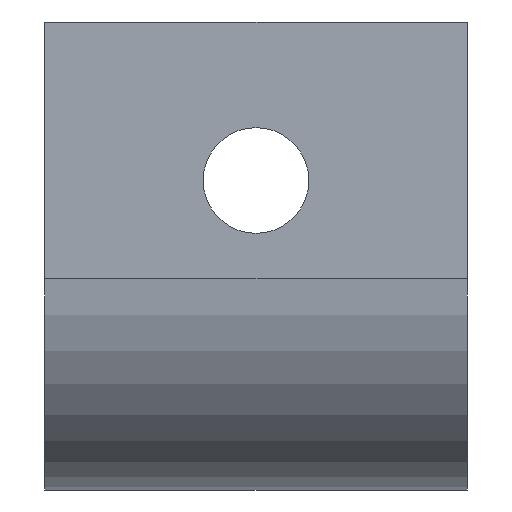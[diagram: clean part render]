
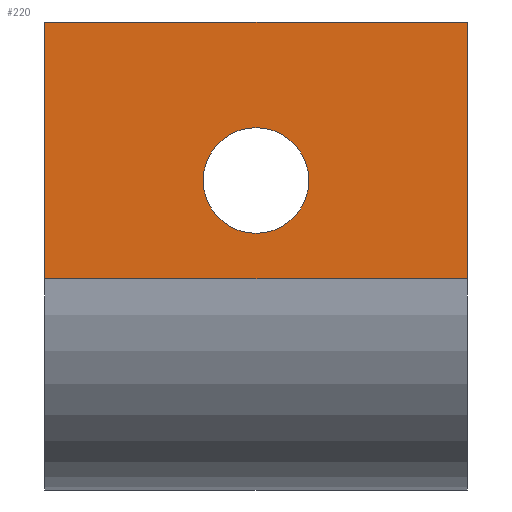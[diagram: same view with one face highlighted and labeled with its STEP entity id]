
A CAD part, left-side view. The second image highlights one B-rep face of the part: STEP entity #220.
In plain terms, the highlighted planar face has unit normal (-1, 0, 0).
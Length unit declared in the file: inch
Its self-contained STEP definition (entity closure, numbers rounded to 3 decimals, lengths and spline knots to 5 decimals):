
#17=LINE('',#347,#37);
#21=LINE('',#359,#41);
#26=LINE('',#371,#46);
#27=LINE('',#372,#47);
#37=VECTOR('',#285,0.3937);
#41=VECTOR('',#295,0.3937);
#46=VECTOR('',#306,0.3937);
#47=VECTOR('',#307,0.3937);
#57=PLANE('',#259);
#66=FACE_BOUND('',#90,.T.);
#74=FACE_OUTER_BOUND('',#89,.T.);
#89=EDGE_LOOP('',(#176,#177,#178,#179));
#90=EDGE_LOOP('',(#180));
#101=CIRCLE('',#251,0.125);
#109=VERTEX_POINT('',#336);
#113=VERTEX_POINT('',#344);
#114=VERTEX_POINT('',#346);
#119=VERTEX_POINT('',#358);
#123=VERTEX_POINT('',#370);
#129=EDGE_CURVE('',#109,#109,#101,.T.);
#133=EDGE_CURVE('',#114,#113,#17,.T.);
#139=EDGE_CURVE('',#119,#114,#21,.T.);
#145=EDGE_CURVE('',#113,#123,#26,.T.);
#146=EDGE_CURVE('',#123,#119,#27,.T.);
#176=ORIENTED_EDGE('',*,*,#139,.T.);
#177=ORIENTED_EDGE('',*,*,#133,.T.);
#178=ORIENTED_EDGE('',*,*,#145,.T.);
#179=ORIENTED_EDGE('',*,*,#146,.T.);
#180=ORIENTED_EDGE('',*,*,#129,.T.);
#220=ADVANCED_FACE('',(#74,#66),#57,.F.);
#251=AXIS2_PLACEMENT_3D('',#337,#277,#278);
#259=AXIS2_PLACEMENT_3D('',#369,#304,#305);
#277=DIRECTION('center_axis',(1.,0.,0.));
#278=DIRECTION('ref_axis',(0.,0.,1.));
#285=DIRECTION('',(0.,0.,1.));
#295=DIRECTION('',(0.,-1.,0.));
#304=DIRECTION('center_axis',(1.,0.,0.));
#305=DIRECTION('ref_axis',(0.,0.,-1.));
#306=DIRECTION('',(0.,1.,0.));
#307=DIRECTION('',(0.,0.,-1.));
#336=CARTESIAN_POINT('',(0.60853,1.35271,0.6073));
#337=CARTESIAN_POINT('Origin',(0.60853,1.35271,0.7323));
#344=CARTESIAN_POINT('',(0.60853,0.85271,1.1073));
#346=CARTESIAN_POINT('',(0.60853,0.85271,0.5));
#347=CARTESIAN_POINT('',(0.60853,0.85271,-0.8927));
#358=CARTESIAN_POINT('',(0.60853,1.85271,0.5));
#359=CARTESIAN_POINT('',(0.60853,0.67636,0.5));
#369=CARTESIAN_POINT('Origin',(0.60853,1.35271,0.1073));
#370=CARTESIAN_POINT('',(0.60853,1.85271,1.1073));
#371=CARTESIAN_POINT('',(0.60853,0.85271,1.1073));
#372=CARTESIAN_POINT('',(0.60853,1.85271,1.1073));
